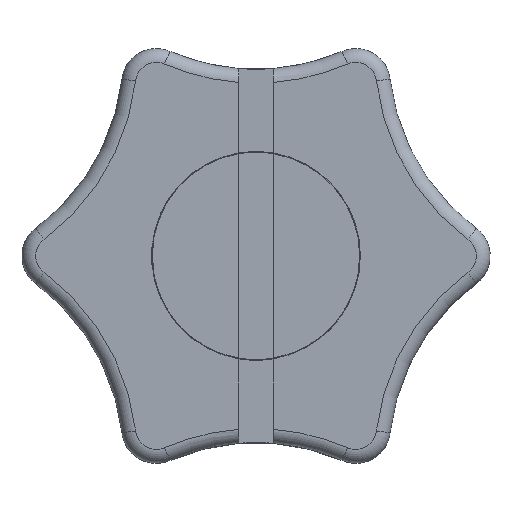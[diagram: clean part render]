
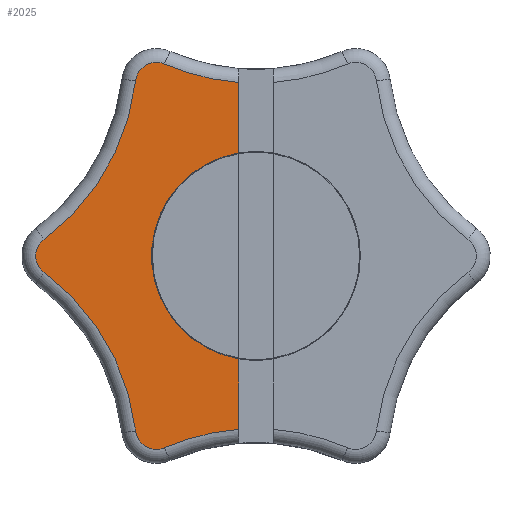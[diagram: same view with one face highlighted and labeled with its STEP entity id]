
A CAD part, top view. The second image highlights one B-rep face of the part: STEP entity #2025.
In plain terms, the highlighted planar face has unit normal (0, 0, 1).
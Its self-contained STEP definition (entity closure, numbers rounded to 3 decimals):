
#124=PLANE('',#2338);
#193=LINE('',#3553,#302);
#224=LINE('',#3942,#333);
#302=VECTOR('',#2666,10.);
#333=VECTOR('',#2897,10.);
#478=FACE_OUTER_BOUND('',#603,.T.);
#603=EDGE_LOOP('',(#1829,#1830,#1831,#1832,#1833,#1834,#1835,#1836,#1837,
#1838));
#658=CIRCLE('',#2192,33.222);
#660=CIRCLE('',#2195,3.);
#663=CIRCLE('',#2199,33.222);
#666=CIRCLE('',#2203,3.);
#669=CIRCLE('',#2207,33.222);
#672=CIRCLE('',#2211,3.);
#674=CIRCLE('',#2214,33.222);
#748=CIRCLE('',#2329,15.1);
#879=VERTEX_POINT('',#3443);
#882=VERTEX_POINT('',#3457);
#884=VERTEX_POINT('',#3462);
#886=VERTEX_POINT('',#3468);
#888=VERTEX_POINT('',#3474);
#890=VERTEX_POINT('',#3480);
#892=VERTEX_POINT('',#3486);
#894=VERTEX_POINT('',#3492);
#911=VERTEX_POINT('',#3552);
#970=VERTEX_POINT('',#3902);
#1112=EDGE_CURVE('',#882,#879,#658,.T.);
#1114=EDGE_CURVE('',#884,#882,#660,.T.);
#1117=EDGE_CURVE('',#886,#884,#663,.T.);
#1120=EDGE_CURVE('',#888,#886,#666,.T.);
#1123=EDGE_CURVE('',#890,#888,#669,.T.);
#1126=EDGE_CURVE('',#892,#890,#672,.T.);
#1129=EDGE_CURVE('',#894,#892,#674,.T.);
#1154=EDGE_CURVE('',#911,#879,#193,.T.);
#1264=EDGE_CURVE('',#970,#911,#748,.T.);
#1271=EDGE_CURVE('',#894,#970,#224,.T.);
#1829=ORIENTED_EDGE('',*,*,#1129,.F.);
#1830=ORIENTED_EDGE('',*,*,#1271,.T.);
#1831=ORIENTED_EDGE('',*,*,#1264,.T.);
#1832=ORIENTED_EDGE('',*,*,#1154,.T.);
#1833=ORIENTED_EDGE('',*,*,#1112,.F.);
#1834=ORIENTED_EDGE('',*,*,#1114,.F.);
#1835=ORIENTED_EDGE('',*,*,#1117,.F.);
#1836=ORIENTED_EDGE('',*,*,#1120,.F.);
#1837=ORIENTED_EDGE('',*,*,#1123,.F.);
#1838=ORIENTED_EDGE('',*,*,#1126,.F.);
#2025=ADVANCED_FACE('',(#478),#124,.T.);
#2192=AXIS2_PLACEMENT_3D('',#3459,#2568,#2569);
#2195=AXIS2_PLACEMENT_3D('',#3464,#2574,#2575);
#2199=AXIS2_PLACEMENT_3D('',#3470,#2582,#2583);
#2203=AXIS2_PLACEMENT_3D('',#3476,#2590,#2591);
#2207=AXIS2_PLACEMENT_3D('',#3482,#2598,#2599);
#2211=AXIS2_PLACEMENT_3D('',#3488,#2606,#2607);
#2214=AXIS2_PLACEMENT_3D('',#3503,#2612,#2613);
#2329=AXIS2_PLACEMENT_3D('',#3928,#2879,#2880);
#2338=AXIS2_PLACEMENT_3D('',#3947,#2905,#2906);
#2568=DIRECTION('center_axis',(0.,0.,1.));
#2569=DIRECTION('ref_axis',(-0.243,-0.97,0.));
#2574=DIRECTION('center_axis',(0.,0.,-1.));
#2575=DIRECTION('ref_axis',(-0.5,0.866,0.));
#2582=DIRECTION('center_axis',(0.,0.,1.));
#2583=DIRECTION('ref_axis',(0.866,-0.5,0.));
#2590=DIRECTION('center_axis',(0.,0.,-1.));
#2591=DIRECTION('ref_axis',(-1.,0.,0.));
#2598=DIRECTION('center_axis',(0.,0.,1.));
#2599=DIRECTION('ref_axis',(0.866,0.5,0.));
#2606=DIRECTION('center_axis',(0.,0.,-1.));
#2607=DIRECTION('ref_axis',(-0.5,-0.866,0.));
#2612=DIRECTION('center_axis',(0.,0.,1.));
#2613=DIRECTION('ref_axis',(-0.243,0.97,0.));
#2666=DIRECTION('',(0.,1.,0.));
#2879=DIRECTION('center_axis',(0.,0.,-1.));
#2880=DIRECTION('ref_axis',(-1.,0.,0.));
#2897=DIRECTION('',(0.,1.,0.));
#2905=DIRECTION('center_axis',(0.,0.,1.));
#2906=DIRECTION('ref_axis',(1.,0.,0.));
#3443=CARTESIAN_POINT('',(-2.5,25.094,20.));
#3457=CARTESIAN_POINT('',(-13.238,27.752,20.));
#3459=CARTESIAN_POINT('Origin',(0.,58.222,20.));
#3462=CARTESIAN_POINT('',(-17.414,25.34,20.));
#3464=CARTESIAN_POINT('Origin',(-14.434,25.,20.));
#3468=CARTESIAN_POINT('',(-30.653,2.411,20.));
#3470=CARTESIAN_POINT('Origin',(-50.422,29.111,20.));
#3474=CARTESIAN_POINT('',(-30.653,-2.411,20.));
#3476=CARTESIAN_POINT('Origin',(-28.868,0.,
20.));
#3480=CARTESIAN_POINT('',(-17.414,-25.34,20.));
#3482=CARTESIAN_POINT('Origin',(-50.422,-29.111,20.));
#3486=CARTESIAN_POINT('',(-13.238,-27.752,20.));
#3488=CARTESIAN_POINT('Origin',(-14.434,-25.,20.));
#3492=CARTESIAN_POINT('',(-2.5,-25.094,20.));
#3503=CARTESIAN_POINT('Origin',(0.,-58.222,
20.));
#3552=CARTESIAN_POINT('',(-2.5,14.892,20.));
#3553=CARTESIAN_POINT('',(-2.5,7.446,20.));
#3902=CARTESIAN_POINT('',(-2.5,-14.892,20.));
#3928=CARTESIAN_POINT('Origin',(0.,0.,20.));
#3942=CARTESIAN_POINT('',(-2.5,-13.55,20.));
#3947=CARTESIAN_POINT('Origin',(0.,0.,
20.));
